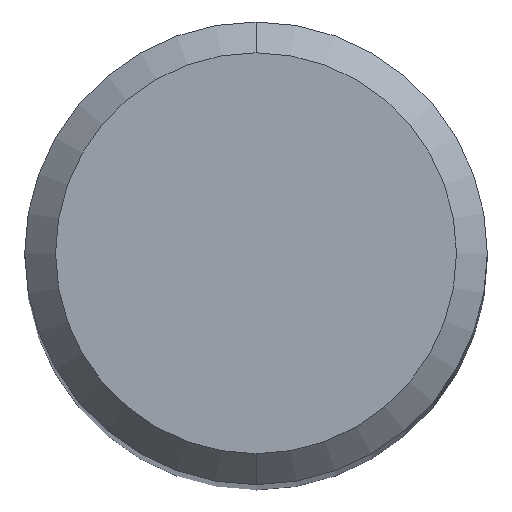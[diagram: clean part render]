
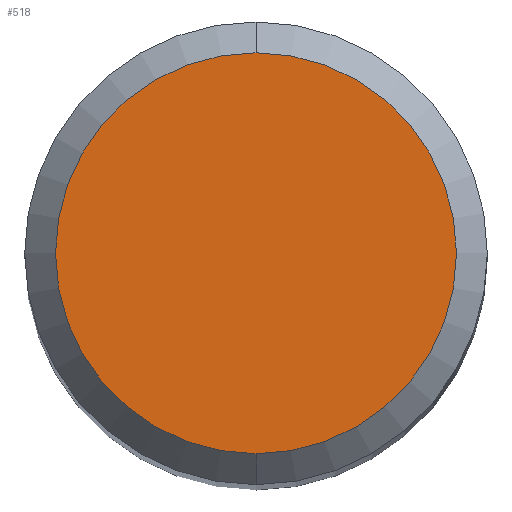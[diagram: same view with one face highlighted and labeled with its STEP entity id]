
A CAD part, top view. The second image highlights one B-rep face of the part: STEP entity #518.
In plain terms, the highlighted planar face has unit normal (0, 0, 1).
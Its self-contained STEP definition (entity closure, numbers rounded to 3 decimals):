
#208=EDGE_CURVE('',#274,#424,#554,.T.);
#274=VERTEX_POINT('',#629);
#424=VERTEX_POINT('',#792);
#458=EDGE_CURVE('',#424,#274,#829,.T.);
#518=ADVANCED_FACE('',(#899),#900,.T.);
#554=CIRCLE('',#932,2.6);
#629=CARTESIAN_POINT('',(0.0,2.6,0.0));
#792=CARTESIAN_POINT('',(0.,-2.6,0.0));
#829=CIRCLE('',#1477,2.6);
#899=FACE_OUTER_BOUND('',#1595,.T.);
#900=PLANE('',#1596);
#932=AXIS2_PLACEMENT_3D('',#1611,#1612,#1613);
#1477=AXIS2_PLACEMENT_3D('',#1890,#1891,#1892);
#1595=EDGE_LOOP('',(#2011,#2012));
#1596=AXIS2_PLACEMENT_3D('',#2013,#2014,#2015);
#1611=CARTESIAN_POINT('',(0.0,0.0,0.0));
#1612=DIRECTION('',(0.0,0.0,-1.0));
#1613=DIRECTION('',(0.0,1.0,0.0));
#1890=CARTESIAN_POINT('',(0.0,0.0,0.0));
#1891=DIRECTION('',(0.0,0.0,-1.0));
#1892=DIRECTION('',(0.0,1.0,0.0));
#2011=ORIENTED_EDGE('',*,*,#208,.F.);
#2012=ORIENTED_EDGE('',*,*,#458,.F.);
#2013=CARTESIAN_POINT('',(0.0,1.3,0.0));
#2014=DIRECTION('',(-0.0,0.0,1.0));
#2015=DIRECTION('',(0.0,-1.0,0.0));
